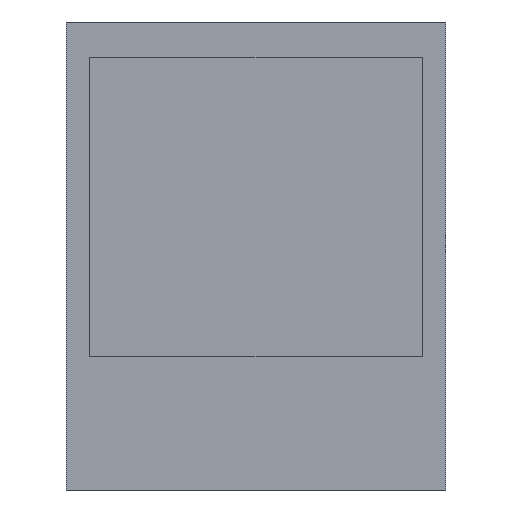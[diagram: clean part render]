
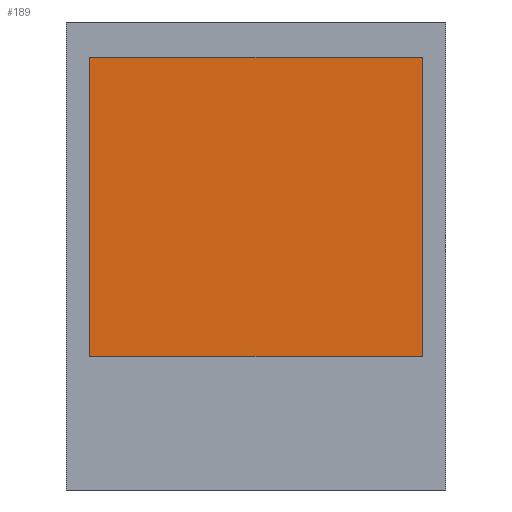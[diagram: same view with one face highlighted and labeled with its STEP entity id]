
A CAD part, front view. The second image highlights one B-rep face of the part: STEP entity #189.
In plain terms, the highlighted planar face has unit normal (0, -1, 0).
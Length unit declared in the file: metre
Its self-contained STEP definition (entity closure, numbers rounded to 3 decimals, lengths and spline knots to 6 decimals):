
#189 = ADVANCED_FACE( '', ( #422 ), #423, .F. );
#422 = FACE_OUTER_BOUND( '', #705, .T. );
#423 = PLANE( '', #706 );
#705 = EDGE_LOOP( '', ( #1148, #1149, #1150, #1151 ) );
#706 = AXIS2_PLACEMENT_3D( '', #1152, #1153, #1154 );
#1148 = ORIENTED_EDGE( '', *, *, #1755, .T. );
#1149 = ORIENTED_EDGE( '', *, *, #1756, .F. );
#1150 = ORIENTED_EDGE( '', *, *, #1757, .F. );
#1151 = ORIENTED_EDGE( '', *, *, #1740, .T. );
#1152 = CARTESIAN_POINT( '', ( 0., -0.03, 0.1359 ) );
#1153 = DIRECTION( '', ( 0., 1., 0. ) );
#1154 = DIRECTION( '', ( 0., 0., 1. ) );
#1740 = EDGE_CURVE( '', #2127, #2125, #2128, .T. );
#1755 = EDGE_CURVE( '', #2125, #2148, #2149, .T. );
#1756 = EDGE_CURVE( '', #2150, #2148, #2151, .T. );
#1757 = EDGE_CURVE( '', #2127, #2150, #2152, .T. );
#2125 = VERTEX_POINT( '', #2651 );
#2127 = VERTEX_POINT( '', #2654 );
#2128 = LINE( '', #2655, #2656 );
#2148 = VERTEX_POINT( '', #2686 );
#2149 = LINE( '', #2687, #2688 );
#2150 = VERTEX_POINT( '', #2689 );
#2151 = LINE( '', #2690, #2691 );
#2152 = LINE( '', #2692, #2693 );
#2651 = CARTESIAN_POINT( '', ( -0.071, -0.03, 0.0059 ) );
#2654 = CARTESIAN_POINT( '', ( -0.071, -0.03, 0.1359 ) );
#2655 = CARTESIAN_POINT( '', ( -0.071, -0.03, 0.1359 ) );
#2656 = VECTOR( '', #3054, 1. );
#2686 = CARTESIAN_POINT( '', ( 0.071, -0.03, 0.0059 ) );
#2687 = CARTESIAN_POINT( '', ( 0., -0.03, 0.0059 ) );
#2688 = VECTOR( '', #3065, 1. );
#2689 = CARTESIAN_POINT( '', ( 0.071, -0.03, 0.1359 ) );
#2690 = CARTESIAN_POINT( '', ( 0.071, -0.03, 0.1359 ) );
#2691 = VECTOR( '', #3066, 1. );
#2692 = CARTESIAN_POINT( '', ( 0., -0.03, 0.1359 ) );
#2693 = VECTOR( '', #3067, 1. );
#3054 = DIRECTION( '', ( 0., 0., -1. ) );
#3065 = DIRECTION( '', ( 1., 0., 0. ) );
#3066 = DIRECTION( '', ( 0., 0., -1. ) );
#3067 = DIRECTION( '', ( 1., 0., 0. ) );
